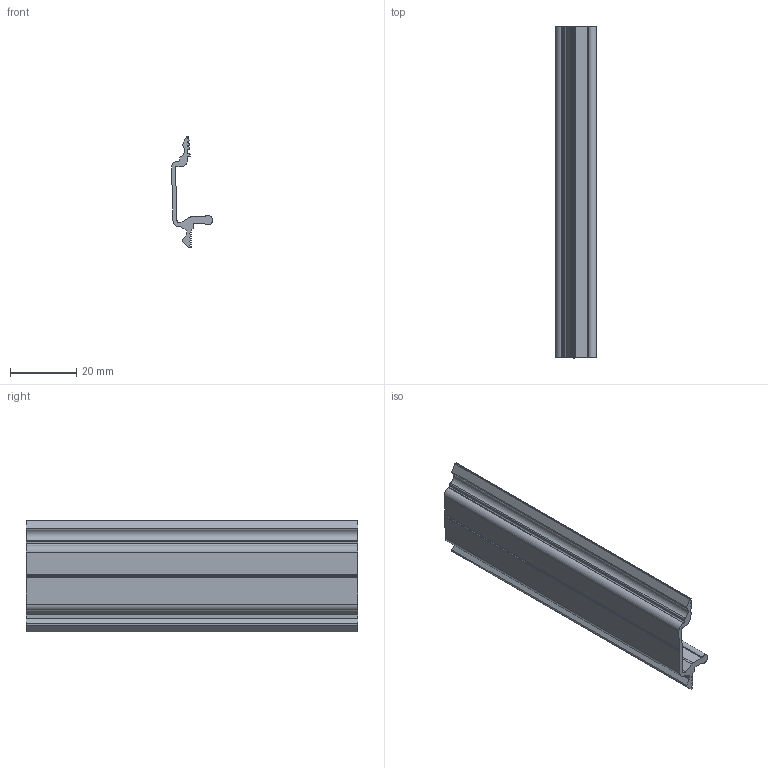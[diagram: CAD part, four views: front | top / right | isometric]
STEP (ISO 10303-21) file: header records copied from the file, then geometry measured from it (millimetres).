
FILE_DESCRIPTION( ( 'Unknown' ), '1' );
FILE_NAME( 'I-WP40.stp', 'Unknown', ( 'Unknown' ), ( 'Unknown' ), 'XStep 1.0', 'Unknown', ' ' );
FILE_SCHEMA( ( 'automotive_design' ) );
Length unit declared in the file: millimetre
Products named in the file (1): 1
Bounding box: 12.33 x 100 x 33.68 mm (x, y, z)
Volume: 7386.6 mm3; surface area: 10149.9 mm2
Topology: 1 solids, 1 shells, 104 faces, 306 edges, 204 vertices
Faces by surface type: cylinder 53, plane 51
Entity records: 4344 total; most frequent: DIRECTION 622, CARTESIAN_POINT 615, ORIENTED_EDGE 612, EDGE_CURVE 306, AXIS2_PLACEMENT_3D 211, VERTEX_POINT 204, LINE 200, VECTOR 200
